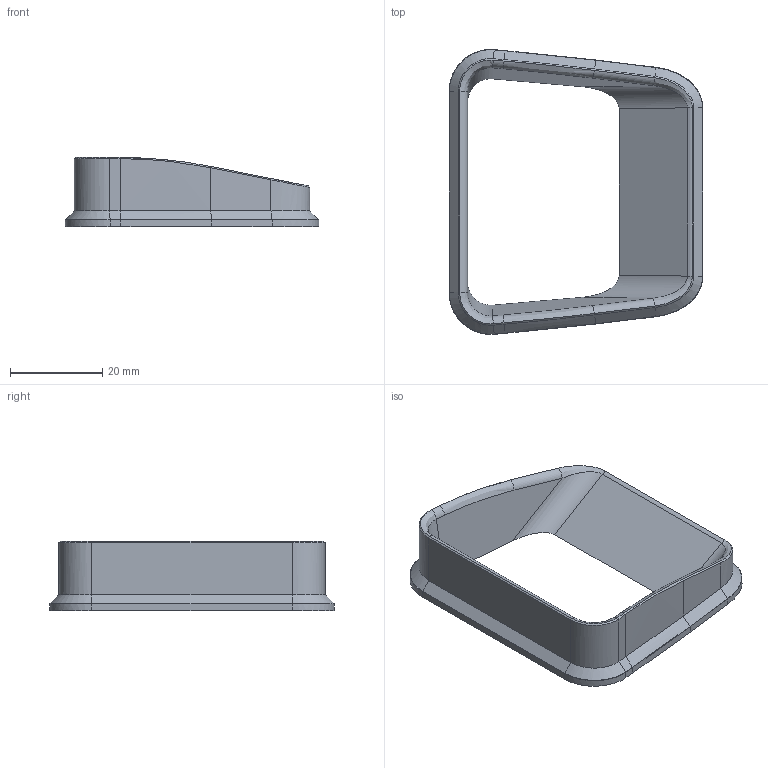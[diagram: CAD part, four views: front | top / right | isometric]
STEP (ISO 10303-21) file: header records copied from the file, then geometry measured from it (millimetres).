
FILE_DESCRIPTION(/* description */ (''),/* implementation_level */ '2;1');
FILE_NAME(/* name */ 'Empty corner insert v1.step',/* time_stamp */ '2025-01-06T20:10:04+03:00',/* author */ (''),/* organization */ (''),/* preprocessor_version */ 'ST-DEVELOPER v20',/* originating_system */ 'Autodesk Translation Framework v13.14.0.145',/* authorisation */ '');
FILE_SCHEMA (('AUTOMOTIVE_DESIGN { 1 0 10303 214 3 1 1 }'));
Length unit declared in the file: millimetre
Products named in the file (1): Empty corner insert
Bounding box: 55.01 x 61.74 x 14.98 mm (x, y, z)
Volume: 9318.1 mm3; surface area: 7055.4 mm2
Topology: 1 solids, 1 shells, 74 faces, 174 edges, 102 vertices
Faces by surface type: bspline 34, plane 30, cylinder 10
Entity records: 2657 total; most frequent: CARTESIAN_POINT 1136, ORIENTED_EDGE 348, DIRECTION 227, EDGE_CURVE 174, VERTEX_POINT 102, LINE 101, VECTOR 101, EDGE_LOOP 76
